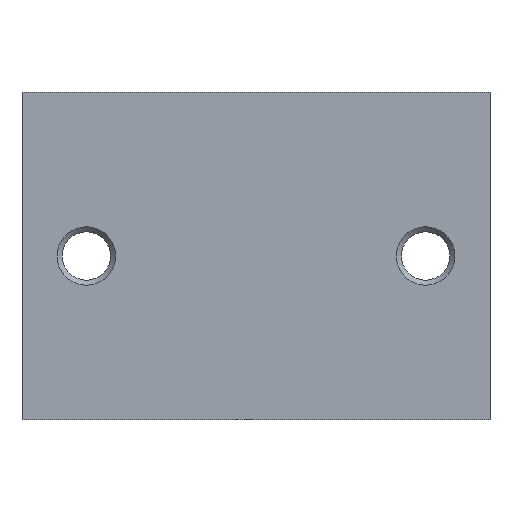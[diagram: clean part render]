
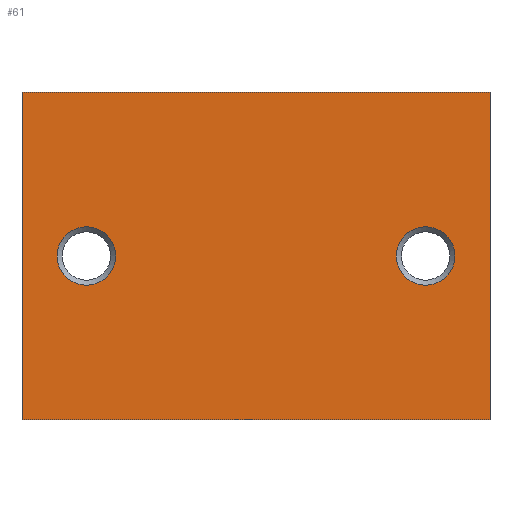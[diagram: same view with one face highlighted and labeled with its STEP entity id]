
A CAD part, front view. The second image highlights one B-rep face of the part: STEP entity #61.
In plain terms, the highlighted planar face has unit normal (0, -1, 0).
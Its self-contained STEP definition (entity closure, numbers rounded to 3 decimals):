
#61 = ADVANCED_FACE( '', ( #133, #134, #135 ), #136, .F. );
#133 = FACE_BOUND( '', #216, .T. );
#134 = FACE_OUTER_BOUND( '', #217, .T. );
#135 = FACE_BOUND( '', #218, .T. );
#136 = PLANE( '', #219 );
#216 = EDGE_LOOP( '', ( #325 ) );
#217 = EDGE_LOOP( '', ( #326, #327, #328, #329 ) );
#218 = EDGE_LOOP( '', ( #330 ) );
#219 = AXIS2_PLACEMENT_3D( '', #331, #332, #333 );
#325 = ORIENTED_EDGE( '', *, *, #433, .F. );
#326 = ORIENTED_EDGE( '', *, *, #426, .T. );
#327 = ORIENTED_EDGE( '', *, *, #434, .F. );
#328 = ORIENTED_EDGE( '', *, *, #435, .F. );
#329 = ORIENTED_EDGE( '', *, *, #401, .T. );
#330 = ORIENTED_EDGE( '', *, *, #411, .F. );
#331 = CARTESIAN_POINT( '', ( -20., 0., 28. ) );
#332 = DIRECTION( '', ( 0., 1., 0. ) );
#333 = DIRECTION( '', ( 0., 0., 1. ) );
#401 = EDGE_CURVE( '', #455, #453, #456, .T. );
#411 = EDGE_CURVE( '', #472, #472, #473, .T. );
#426 = EDGE_CURVE( '', #453, #495, #497, .T. );
#433 = EDGE_CURVE( '', #506, #506, #507, .T. );
#434 = EDGE_CURVE( '', #508, #495, #509, .T. );
#435 = EDGE_CURVE( '', #455, #508, #510, .T. );
#453 = VERTEX_POINT( '', #532 );
#455 = VERTEX_POINT( '', #535 );
#456 = LINE( '', #536, #537 );
#472 = VERTEX_POINT( '', #559 );
#473 = CIRCLE( '', #560, 2.5 );
#495 = VERTEX_POINT( '', #584 );
#497 = LINE( '', #587, #588 );
#506 = VERTEX_POINT( '', #599 );
#507 = CIRCLE( '', #600, 2.5 );
#508 = VERTEX_POINT( '', #601 );
#509 = LINE( '', #602, #603 );
#510 = LINE( '', #604, #605 );
#532 = CARTESIAN_POINT( '', ( -20., 0., 0. ) );
#535 = CARTESIAN_POINT( '', ( -20., 0., 28. ) );
#536 = CARTESIAN_POINT( '', ( -20., 0., 28. ) );
#537 = VECTOR( '', #691, 1000. );
#559 = CARTESIAN_POINT( '', ( -14.5, 0., 11.5 ) );
#560 = AXIS2_PLACEMENT_3D( '', #701, #702, #703 );
#584 = CARTESIAN_POINT( '', ( 20., 0., 0. ) );
#587 = CARTESIAN_POINT( '', ( -20., 0., 0. ) );
#588 = VECTOR( '', #728, 1000. );
#599 = CARTESIAN_POINT( '', ( 14.5, 0., 11.5 ) );
#600 = AXIS2_PLACEMENT_3D( '', #734, #735, #736 );
#601 = CARTESIAN_POINT( '', ( 20., 0., 28. ) );
#602 = CARTESIAN_POINT( '', ( 20., 0., 28. ) );
#603 = VECTOR( '', #737, 1000. );
#604 = CARTESIAN_POINT( '', ( -20., 0., 28. ) );
#605 = VECTOR( '', #738, 1000. );
#691 = DIRECTION( '', ( 0., 0., -1. ) );
#701 = CARTESIAN_POINT( '', ( -14.5, 0., 14. ) );
#702 = DIRECTION( '', ( 0., -1., 0. ) );
#703 = DIRECTION( '', ( 0., 0., -1. ) );
#728 = DIRECTION( '', ( 1., 0., 0. ) );
#734 = CARTESIAN_POINT( '', ( 14.5, 0., 14. ) );
#735 = DIRECTION( '', ( 0., -1., 0. ) );
#736 = DIRECTION( '', ( 0., 0., -1. ) );
#737 = DIRECTION( '', ( 0., 0., -1. ) );
#738 = DIRECTION( '', ( 1., 0., 0. ) );
